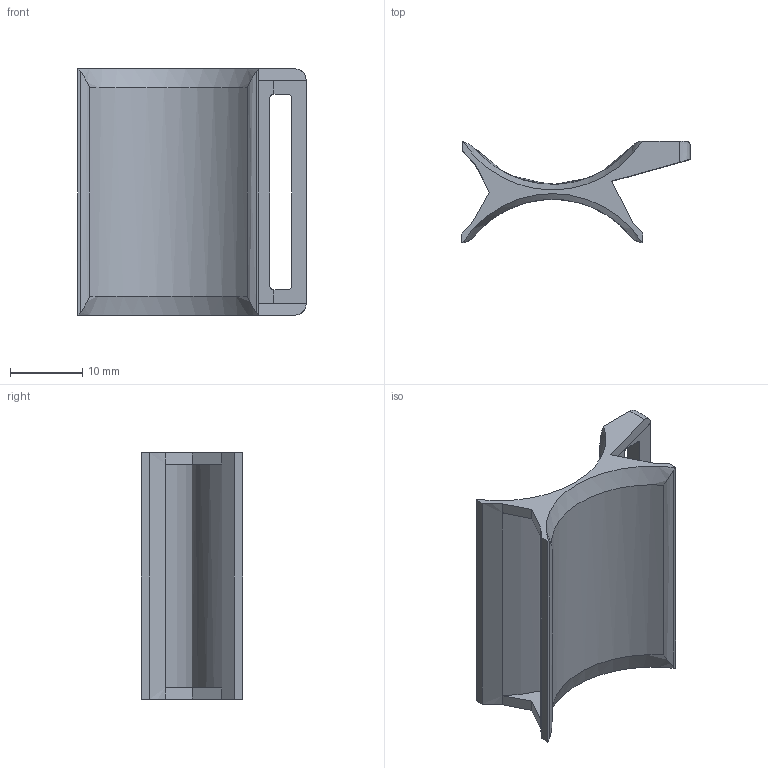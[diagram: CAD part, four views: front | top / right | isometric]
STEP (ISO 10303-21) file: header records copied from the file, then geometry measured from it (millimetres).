
FILE_DESCRIPTION(/* description */ (''),/* implementation_level */ '2;1');
FILE_NAME(/* name */ '1196286',/* time_stamp */ '2016-03-01T15:58:09+01:00',/* author */ (''),/* organization */ (''),/* preprocessor_version */ 'ST-DEVELOPER v15',/* originating_system */ '',/* authorisation */ '');
FILE_SCHEMA (('CONFIG_CONTROL_DESIGN'));
Length unit declared in the file: millimetre
Products named in the file (1): Document
Bounding box: 31.5 x 14 x 34 mm (x, y, z)
Surface area: 4234.4 mm2 (no closed solid volume)
Topology: 0 solids, 1 shells, 121 faces, 338 edges, 214 vertices
Faces by surface type: bspline 76, plane 45
Entity records: 7045 total; most frequent: CARTESIAN_POINT 4917, ORIENTED_EDGE 654, EDGE_CURVE 338, B_SPLINE_CURVE_WITH_KNOTS 269, VERTEX_POINT 214, EDGE_LOOP 129, ADVANCED_FACE 121, FACE_OUTER_BOUND 121
